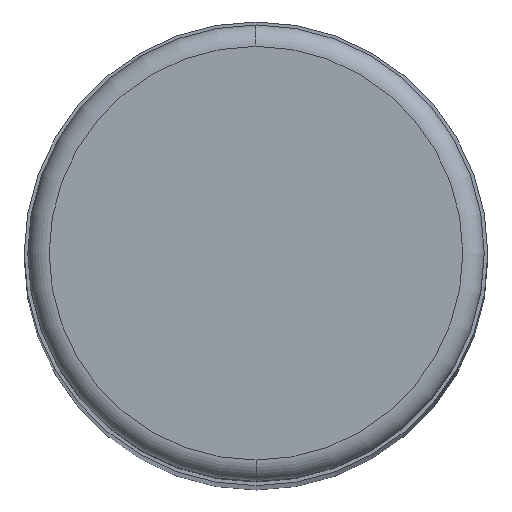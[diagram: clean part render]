
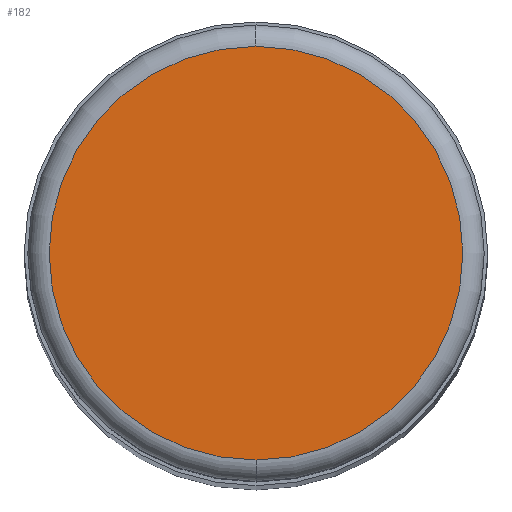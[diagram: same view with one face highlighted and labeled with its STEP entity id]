
A CAD part, top view. The second image highlights one B-rep face of the part: STEP entity #182.
In plain terms, the highlighted planar face has unit normal (0, 0, 1).
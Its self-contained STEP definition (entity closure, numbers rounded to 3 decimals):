
#44=CARTESIAN_POINT('',(0.,0.,0.5));
#45=DIRECTION('',(0.,0.,-1.));
#46=DIRECTION('',(0.,-1.,0.));
#47=AXIS2_PLACEMENT_3D('',#44,#45,#46);
#133=CARTESIAN_POINT('',(0.,0.,0.5));
#134=DIRECTION('',(0.,0.,-1.));
#135=DIRECTION('',(0.,1.,0.));
#136=AXIS2_PLACEMENT_3D('',#133,#134,#135);
#147=CARTESIAN_POINT('',(0.,-2.9,0.5));
#148=CARTESIAN_POINT('',(0.,2.9,0.5));
#149=VERTEX_POINT('',#147);
#150=VERTEX_POINT('',#148);
#171=CARTESIAN_POINT('',(0.,0.,0.5));
#172=DIRECTION('',(0.,0.,1.));
#173=DIRECTION('',(0.,-1.,0.));
#174=AXIS2_PLACEMENT_3D('',#171,#172,#173);
#175=PLANE('',#174);
#177=ORIENTED_EDGE('',*,*,#176,.T.);
#179=ORIENTED_EDGE('',*,*,#178,.T.);
#180=EDGE_LOOP('',(#177,#179));
#181=FACE_OUTER_BOUND('',#180,.F.);
#182=ADVANCED_FACE('',(#181),#175,.T.);
#48=CIRCLE('',#47,2.9);
#137=CIRCLE('',#136,2.9);
#176=EDGE_CURVE('',#149,#150,#48,.T.);
#178=EDGE_CURVE('',#150,#149,#137,.T.);
